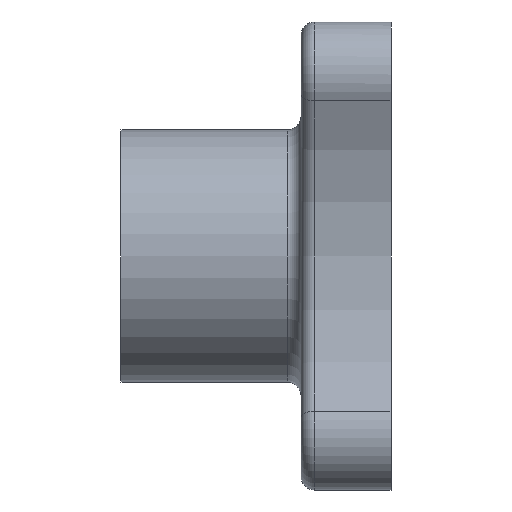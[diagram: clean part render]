
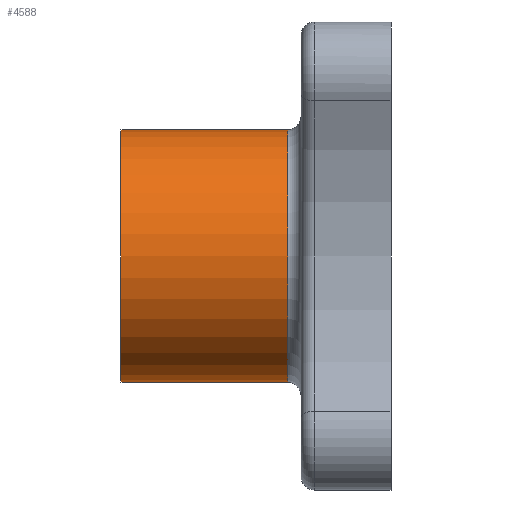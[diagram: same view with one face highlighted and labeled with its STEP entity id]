
A CAD part, left-side view. The second image highlights one B-rep face of the part: STEP entity #4588.
In plain terms, the highlighted cylindrical face has radius 28.049 mm (diameter 56.098 mm), a partial arc.
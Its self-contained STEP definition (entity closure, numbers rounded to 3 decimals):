
#6 = VERTEX_POINT ( 'NONE', #3634 ) ;
#171 = CARTESIAN_POINT ( 'NONE',  ( 0., 60., -28.049 ) ) ;
#409 = DIRECTION ( 'NONE',  ( 0., 0., 1. ) ) ;
#460 = CYLINDRICAL_SURFACE ( 'NONE', #2430, 28.049 ) ;
#592 = DIRECTION ( 'NONE',  ( 0., -1., 0. ) ) ;
#611 = CARTESIAN_POINT ( 'NONE',  ( 0., 60., -28.049 ) ) ;
#720 = EDGE_CURVE ( 'NONE', #4601, #6, #4168, .T. ) ;
#764 = VECTOR ( 'NONE', #1015, 1000. ) ;
#957 = AXIS2_PLACEMENT_3D ( 'NONE', #3895, #1534, #1116 ) ;
#998 = AXIS2_PLACEMENT_3D ( 'NONE', #4441, #2873, #409 ) ;
#1015 = DIRECTION ( 'NONE',  ( 0., -1., 0. ) ) ;
#1116 = DIRECTION ( 'NONE',  ( 0., 0., 1. ) ) ;
#1161 = ORIENTED_EDGE ( 'NONE', *, *, #4860, .T. ) ;
#1172 = FACE_OUTER_BOUND ( 'NONE', #2378, .T. ) ;
#1223 = DIRECTION ( 'NONE',  ( 0., 0., -1. ) ) ;
#1276 = EDGE_CURVE ( 'NONE', #4601, #1824, #2809, .T. ) ;
#1443 = VECTOR ( 'NONE', #592, 1000. ) ;
#1534 = DIRECTION ( 'NONE',  ( 0., 1., 0. ) ) ;
#1655 = EDGE_CURVE ( 'NONE', #1824, #1751, #4644, .T. ) ;
#1751 = VERTEX_POINT ( 'NONE', #4722 ) ;
#1824 = VERTEX_POINT ( 'NONE', #3224 ) ;
#2378 = EDGE_LOOP ( 'NONE', ( #5144, #2631, #2737, #1161 ) ) ;
#2430 = AXIS2_PLACEMENT_3D ( 'NONE', #3609, #4865, #1223 ) ;
#2631 = ORIENTED_EDGE ( 'NONE', *, *, #1276, .F. ) ;
#2737 = ORIENTED_EDGE ( 'NONE', *, *, #720, .T. ) ;
#2809 = CIRCLE ( 'NONE', #957, 28.049 ) ;
#2873 = DIRECTION ( 'NONE',  ( 0., 1., 0. ) ) ;
#3224 = CARTESIAN_POINT ( 'NONE',  ( 0., 60., 28.049 ) ) ;
#3609 = CARTESIAN_POINT ( 'NONE',  ( 0., 60., 0. ) ) ;
#3634 = CARTESIAN_POINT ( 'NONE',  ( 0., 23., -28.049 ) ) ;
#3861 = CIRCLE ( 'NONE', #998, 28.049 ) ;
#3895 = CARTESIAN_POINT ( 'NONE',  ( 0., 60., 0. ) ) ;
#4168 = LINE ( 'NONE', #611, #764 ) ;
#4225 = CARTESIAN_POINT ( 'NONE',  ( 0., 60., 28.049 ) ) ;
#4441 = CARTESIAN_POINT ( 'NONE',  ( 0., 23., 0. ) ) ;
#4588 = ADVANCED_FACE ( 'NONE', ( #1172 ), #460, .T. ) ;
#4601 = VERTEX_POINT ( 'NONE', #171 ) ;
#4644 = LINE ( 'NONE', #4225, #1443 ) ;
#4722 = CARTESIAN_POINT ( 'NONE',  ( 0., 23., 28.049 ) ) ;
#4860 = EDGE_CURVE ( 'NONE', #6, #1751, #3861, .T. ) ;
#4865 = DIRECTION ( 'NONE',  ( 0., -1., 0. ) ) ;
#5144 = ORIENTED_EDGE ( 'NONE', *, *, #1655, .F. ) ;
